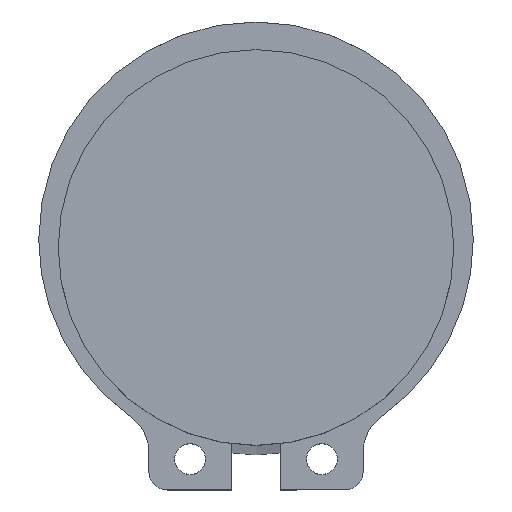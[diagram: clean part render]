
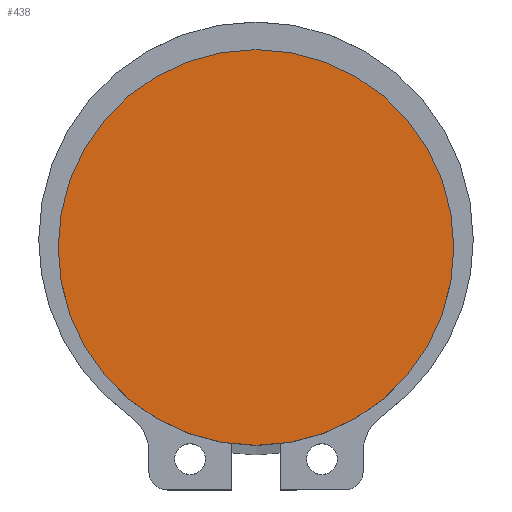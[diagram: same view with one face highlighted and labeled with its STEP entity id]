
A CAD part, top view. The second image highlights one B-rep face of the part: STEP entity #438.
In plain terms, the highlighted planar face has unit normal (0, 0, 1).
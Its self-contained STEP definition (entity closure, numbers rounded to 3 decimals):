
#61 = DIRECTION ( 'NONE',  ( 0., 0., -1. ) ) ;
#110 = EDGE_LOOP ( 'NONE', ( #738, #1159 ) ) ;
#162 = PLANE ( 'NONE',  #657 ) ;
#185 = DIRECTION ( 'NONE',  ( -1., 0., 0. ) ) ;
#194 = CARTESIAN_POINT ( 'NONE',  ( 0., 0., 0. ) ) ;
#438 = ADVANCED_FACE ( 'NONE', ( #1052 ), #162, .F. ) ;
#455 = DIRECTION ( 'NONE',  ( 1., 0., 0. ) ) ;
#503 = AXIS2_PLACEMENT_3D ( 'NONE', #194, #607, #1335 ) ;
#607 = DIRECTION ( 'NONE',  ( 0., 0., 1. ) ) ;
#629 = CARTESIAN_POINT ( 'NONE',  ( -16.05, 0., 0. ) ) ;
#657 = AXIS2_PLACEMENT_3D ( 'NONE', #691, #61, #185 ) ;
#691 = CARTESIAN_POINT ( 'NONE',  ( 0., 0., 0. ) ) ;
#729 = AXIS2_PLACEMENT_3D ( 'NONE', #1082, #1076, #455 ) ;
#738 = ORIENTED_EDGE ( 'NONE', *, *, #1141, .T. ) ;
#771 = VERTEX_POINT ( 'NONE', #629 ) ;
#805 = VERTEX_POINT ( 'NONE', #885 ) ;
#847 = EDGE_CURVE ( 'NONE', #771, #805, #1330, .T. ) ;
#885 = CARTESIAN_POINT ( 'NONE',  ( 16.05, 0., 0. ) ) ;
#924 = CIRCLE ( 'NONE', #503, 16.05 ) ;
#1052 = FACE_OUTER_BOUND ( 'NONE', #110, .T. ) ;
#1076 = DIRECTION ( 'NONE',  ( 0., 0., 1. ) ) ;
#1082 = CARTESIAN_POINT ( 'NONE',  ( 0., 0., 0. ) ) ;
#1141 = EDGE_CURVE ( 'NONE', #805, #771, #924, .T. ) ;
#1159 = ORIENTED_EDGE ( 'NONE', *, *, #847, .T. ) ;
#1330 = CIRCLE ( 'NONE', #729, 16.05 ) ;
#1335 = DIRECTION ( 'NONE',  ( 1., 0., 0. ) ) ;
